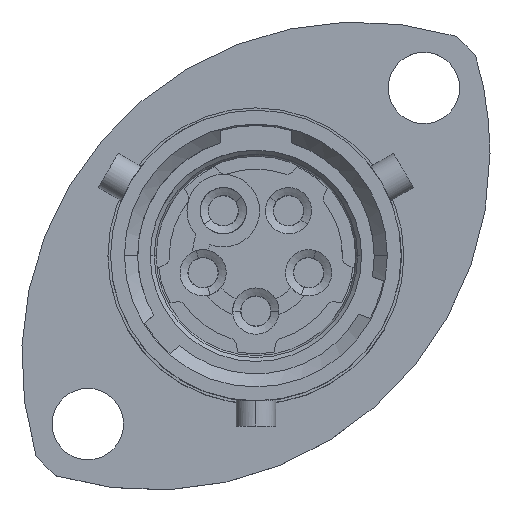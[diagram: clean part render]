
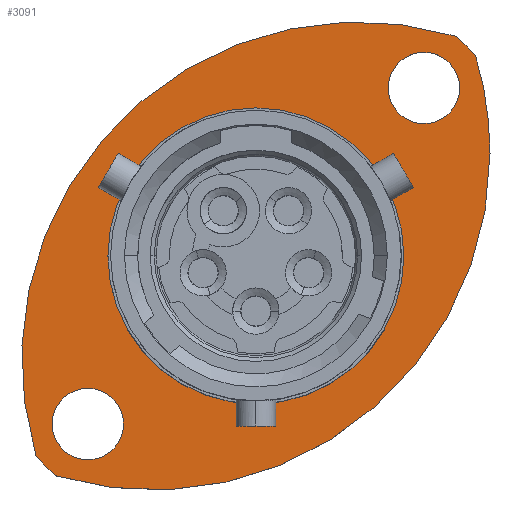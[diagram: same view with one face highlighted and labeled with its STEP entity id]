
A CAD part, top view. The second image highlights one B-rep face of the part: STEP entity #3091.
In plain terms, the highlighted planar face has unit normal (0, 0, 1).
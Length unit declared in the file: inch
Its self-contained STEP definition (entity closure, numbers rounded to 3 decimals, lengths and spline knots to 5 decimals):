
#1462 = VERTEX_POINT ( 'NONE', #7351 ) ;
#1472 = VERTEX_POINT ( 'NONE', #7358 ) ;
#1543 = EDGE_CURVE ( 'NONE', #2239, #2238, #7714, .T. ) ;
#1558 = EDGE_CURVE ( 'NONE', #2433, #2429, #7726, .T. ) ;
#1586 = EDGE_CURVE ( 'NONE', #1472, #1462, #7744, .T. ) ;
#2235 = VERTEX_POINT ( 'NONE', #8726 ) ;
#2238 = VERTEX_POINT ( 'NONE', #8729 ) ;
#2239 = VERTEX_POINT ( 'NONE', #8730 ) ;
#2263 = VERTEX_POINT ( 'NONE', #8754 ) ;
#2396 = VERTEX_POINT ( 'NONE', #8887 ) ;
#2398 = VERTEX_POINT ( 'NONE', #8889 ) ;
#2401 = VERTEX_POINT ( 'NONE', #8892 ) ;
#2429 = VERTEX_POINT ( 'NONE', #8920 ) ;
#2433 = VERTEX_POINT ( 'NONE', #8924 ) ;
#3091 = ADVANCED_FACE ( 'NONE', ( #12366, #12351, #12369, #12371 ), #12365, .F. ) ;
#3432 = EDGE_CURVE ( 'NONE', #2238, #2239, #15380, .T. ) ;
#3433 = EDGE_CURVE ( 'NONE', #2429, #2433, #15540, .T. ) ;
#3470 = EDGE_CURVE ( 'NONE', #2401, #1462, #15585, .T. ) ;
#3475 = EDGE_CURVE ( 'NONE', #2401, #2396, #15596, .T. ) ;
#3482 = EDGE_CURVE ( 'NONE', #2398, #2396, #15604, .T. ) ;
#3505 = EDGE_CURVE ( 'NONE', #2398, #1472, #15636, .T. ) ;
#3547 = EDGE_CURVE ( 'NONE', #2263, #2235, #15706, .T. ) ;
#3563 = EDGE_CURVE ( 'NONE', #2235, #2263, #15725, .T. ) ;
#7351 = CARTESIAN_POINT ( 'NONE',  ( -0.2983, -0.3274, -0.4311 ) ) ;
#7358 = CARTESIAN_POINT ( 'NONE',  ( 0.34885, 0.15311, -0.4311 ) ) ;
#7417 = CARTESIAN_POINT ( 'NONE',  ( -0.25039, -0.25039, -0.4311 ) ) ;
#7418 = DIRECTION ( 'NONE',  ( 0., 0., 1. ) ) ;
#7419 = DIRECTION ( 'NONE',  ( -1., 0., 0. ) ) ;
#7442 = CARTESIAN_POINT ( 'NONE',  ( 0., 0., -0.4311 ) ) ;
#7443 = DIRECTION ( 'NONE',  ( 0., 0., 1. ) ) ;
#7444 = DIRECTION ( 'NONE',  ( 1., 0., 0. ) ) ;
#7714 = CIRCLE ( 'NONE', #7717, 0.05315 ) ;
#7717 = AXIS2_PLACEMENT_3D ( 'NONE', #7417, #7418, #7419 ) ;
#7726 = CIRCLE ( 'NONE', #7729, 0.22047 ) ;
#7729 = AXIS2_PLACEMENT_3D ( 'NONE', #7442, #7443, #7444 ) ;
#7744 = CIRCLE ( 'NONE', #7746, 0.50197 ) ;
#7746 = AXIS2_PLACEMENT_3D ( 'NONE', #8403, #8404, #8405 ) ;
#8403 = CARTESIAN_POINT ( 'NONE',  ( -0.15311, 0.15311, -0.4311 ) ) ;
#8404 = DIRECTION ( 'NONE',  ( 0., 0., -1. ) ) ;
#8405 = DIRECTION ( 'NONE',  ( -1., 0., 0. ) ) ;
#8726 = CARTESIAN_POINT ( 'NONE',  ( 0.19724, 0.25039, -0.4311 ) ) ;
#8729 = CARTESIAN_POINT ( 'NONE',  ( -0.19724, -0.25039, -0.4311 ) ) ;
#8730 = CARTESIAN_POINT ( 'NONE',  ( -0.30354, -0.25039, -0.4311 ) ) ;
#8754 = CARTESIAN_POINT ( 'NONE',  ( 0.30354, 0.25039, -0.4311 ) ) ;
#8887 = CARTESIAN_POINT ( 'NONE',  ( 0.2983, 0.3274, -0.4311 ) ) ;
#8889 = CARTESIAN_POINT ( 'NONE',  ( 0.3274, 0.2983, -0.4311 ) ) ;
#8892 = CARTESIAN_POINT ( 'NONE',  ( -0.3274, -0.2983, -0.4311 ) ) ;
#8920 = CARTESIAN_POINT ( 'NONE',  ( -0.22047, 0., -0.4311 ) ) ;
#8924 = CARTESIAN_POINT ( 'NONE',  ( 0.22047, 0., -0.4311 ) ) ;
#12351 = FACE_BOUND ( 'NONE', #17138, .T. ) ;
#12365 = PLANE ( 'NONE',  #12694 ) ;
#12366 = FACE_BOUND ( 'NONE', #17113, .T. ) ;
#12369 = FACE_BOUND ( 'NONE', #17116, .T. ) ;
#12371 = FACE_OUTER_BOUND ( 'NONE', #17100, .T. ) ;
#12381 = CARTESIAN_POINT ( 'NONE',  ( 0., 0.22047, -0.4311 ) ) ;
#12382 = DIRECTION ( 'NONE',  ( 0., 0., -1. ) ) ;
#12383 = DIRECTION ( 'NONE',  ( -1., 0., 0. ) ) ;
#12694 = AXIS2_PLACEMENT_3D ( 'NONE', #12381, #12382, #12383 ) ;
#15380 = CIRCLE ( 'NONE', #15542, 0.05315 ) ;
#15540 = CIRCLE ( 'NONE', #15544, 0.22047 ) ;
#15542 = AXIS2_PLACEMENT_3D ( 'NONE', #16166, #16167, #16168 ) ;
#15544 = AXIS2_PLACEMENT_3D ( 'NONE', #16170, #16171, #16172 ) ;
#15585 = CIRCLE ( 'NONE', #15589, 0.44291 ) ;
#15589 = AXIS2_PLACEMENT_3D ( 'NONE', #16318, #16319, #16320 ) ;
#15596 = CIRCLE ( 'NONE', #15599, 0.50197 ) ;
#15599 = AXIS2_PLACEMENT_3D ( 'NONE', #16336, #16337, #16338 ) ;
#15604 = CIRCLE ( 'NONE', #15606, 0.44291 ) ;
#15606 = AXIS2_PLACEMENT_3D ( 'NONE', #16365, #16366, #16367 ) ;
#15636 = CIRCLE ( 'NONE', #15640, 0.50197 ) ;
#15640 = AXIS2_PLACEMENT_3D ( 'NONE', #16435, #16436, #16437 ) ;
#15706 = CIRCLE ( 'NONE', #15709, 0.05315 ) ;
#15709 = AXIS2_PLACEMENT_3D ( 'NONE', #16593, #16594, #16595 ) ;
#15725 = CIRCLE ( 'NONE', #15728, 0.05315 ) ;
#15728 = AXIS2_PLACEMENT_3D ( 'NONE', #16660, #16661, #16662 ) ;
#16166 = CARTESIAN_POINT ( 'NONE',  ( -0.25039, -0.25039, -0.4311 ) ) ;
#16167 = DIRECTION ( 'NONE',  ( 0., 0., 1. ) ) ;
#16168 = DIRECTION ( 'NONE',  ( -1., 0., 0. ) ) ;
#16170 = CARTESIAN_POINT ( 'NONE',  ( 0., 0., -0.4311 ) ) ;
#16171 = DIRECTION ( 'NONE',  ( 0., 0., 1. ) ) ;
#16172 = DIRECTION ( 'NONE',  ( 1., 0., 0. ) ) ;
#16318 = CARTESIAN_POINT ( 'NONE',  ( 0., 0., -0.4311 ) ) ;
#16319 = DIRECTION ( 'NONE',  ( 0., 0., 1. ) ) ;
#16320 = DIRECTION ( 'NONE',  ( 1., 0., 0. ) ) ;
#16336 = CARTESIAN_POINT ( 'NONE',  ( 0.15311, -0.15311, -0.4311 ) ) ;
#16337 = DIRECTION ( 'NONE',  ( 0., 0., -1. ) ) ;
#16338 = DIRECTION ( 'NONE',  ( 1., 0., 0. ) ) ;
#16365 = CARTESIAN_POINT ( 'NONE',  ( 0., 0., -0.4311 ) ) ;
#16366 = DIRECTION ( 'NONE',  ( 0., 0., 1. ) ) ;
#16367 = DIRECTION ( 'NONE',  ( 1., 0., 0. ) ) ;
#16435 = CARTESIAN_POINT ( 'NONE',  ( -0.15311, 0.15311, -0.4311 ) ) ;
#16436 = DIRECTION ( 'NONE',  ( 0., 0., -1. ) ) ;
#16437 = DIRECTION ( 'NONE',  ( -1., 0., 0. ) ) ;
#16593 = CARTESIAN_POINT ( 'NONE',  ( 0.25039, 0.25039, -0.4311 ) ) ;
#16594 = DIRECTION ( 'NONE',  ( 0., 0., 1. ) ) ;
#16595 = DIRECTION ( 'NONE',  ( 1., 0., 0. ) ) ;
#16660 = CARTESIAN_POINT ( 'NONE',  ( 0.25039, 0.25039, -0.4311 ) ) ;
#16661 = DIRECTION ( 'NONE',  ( 0., 0., 1. ) ) ;
#16662 = DIRECTION ( 'NONE',  ( 1., 0., 0. ) ) ;
#16787 = ORIENTED_EDGE ( 'NONE', *, *, #3433, .F. ) ;
#16835 = ORIENTED_EDGE ( 'NONE', *, *, #3470, .T. ) ;
#16841 = ORIENTED_EDGE ( 'NONE', *, *, #1558, .F. ) ;
#16845 = ORIENTED_EDGE ( 'NONE', *, *, #3432, .F. ) ;
#16850 = ORIENTED_EDGE ( 'NONE', *, *, #3482, .T. ) ;
#16857 = ORIENTED_EDGE ( 'NONE', *, *, #1543, .F. ) ;
#16858 = ORIENTED_EDGE ( 'NONE', *, *, #3563, .F. ) ;
#16859 = ORIENTED_EDGE ( 'NONE', *, *, #3475, .F. ) ;
#16862 = ORIENTED_EDGE ( 'NONE', *, *, #3505, .F. ) ;
#16863 = ORIENTED_EDGE ( 'NONE', *, *, #1586, .F. ) ;
#16864 = ORIENTED_EDGE ( 'NONE', *, *, #3547, .F. ) ;
#17100 = EDGE_LOOP ( 'NONE', ( #16835, #16863, #16862, #16850, #16859 ) ) ;
#17113 = EDGE_LOOP ( 'NONE', ( #16845, #16857 ) ) ;
#17116 = EDGE_LOOP ( 'NONE', ( #16841, #16787 ) ) ;
#17138 = EDGE_LOOP ( 'NONE', ( #16864, #16858 ) ) ;
